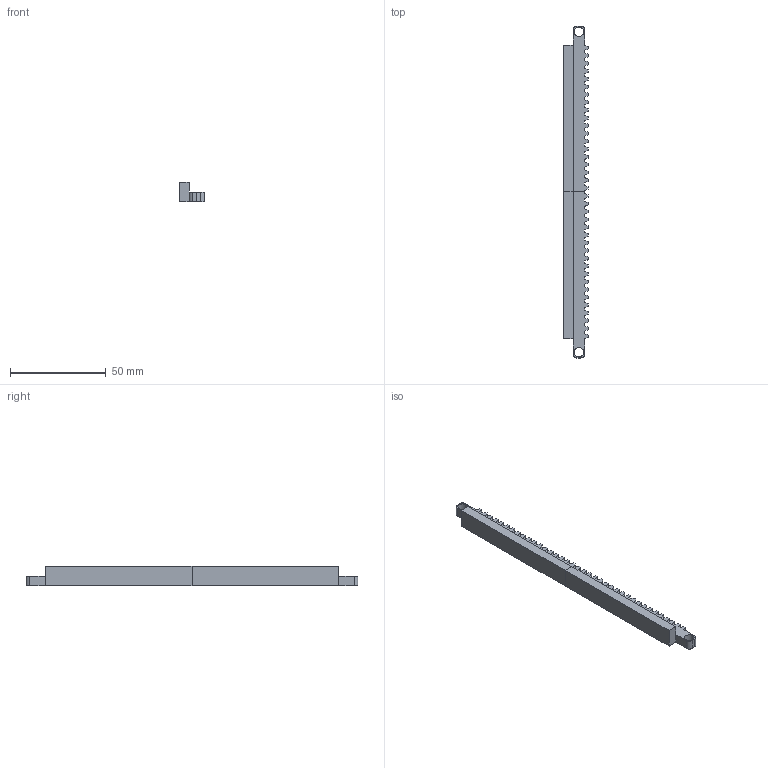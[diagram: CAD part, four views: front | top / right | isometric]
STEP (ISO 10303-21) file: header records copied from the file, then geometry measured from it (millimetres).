
FILE_DESCRIPTION (( 'STEP AP203' ), '1' );
FILE_NAME ('Assem1.STEP', '2024-10-02T13:41:43', ( '' ), ( '' ), 'SwSTEP 2.0', 'SolidWorks 2023', '' );
FILE_SCHEMA (( 'CONFIG_CONTROL_DESIGN' ));
Length unit declared in the file: millimetre
Products named in the file (3): MirrorRack Slidder; Rack Slidder; Assem1
Assembly tree (2 placements, depth 2):
  Assem1
    Rack Slidder
    MirrorRack Slidder
Bounding box: 13 x 173.67 x 10 mm (x, y, z)
Volume: 13404.7 mm3; surface area: 8077.4 mm2
Topology: 2 solids, 2 shells, 186 faces, 544 edges, 362 vertices
Faces by surface type: plane 174, cylinder 12
Entity records: 6369 total; most frequent: CARTESIAN_POINT 1097, ORIENTED_EDGE 1088, DIRECTION 950, EDGE_CURVE 544, LINE 520, VECTOR 520, VERTEX_POINT 362, AXIS2_PLACEMENT_3D 215
